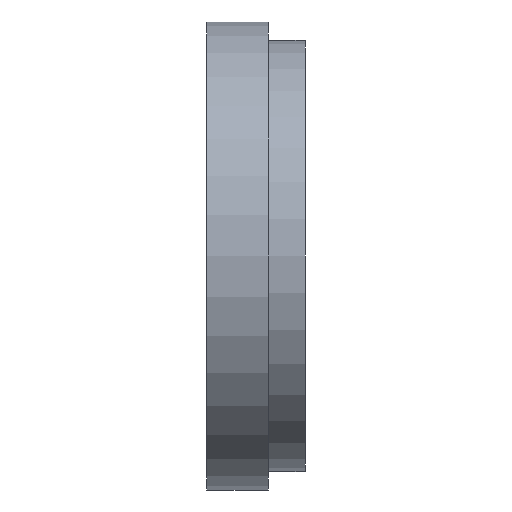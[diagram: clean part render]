
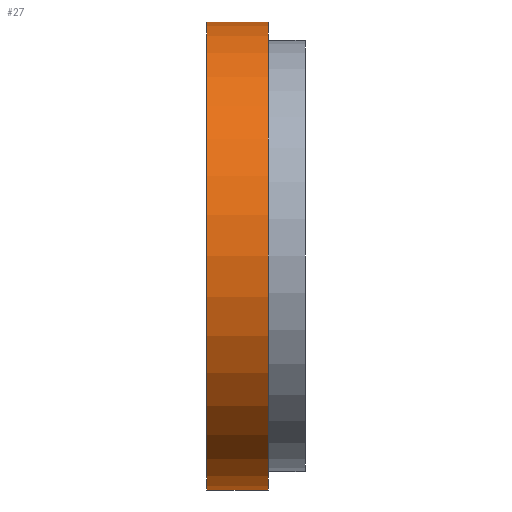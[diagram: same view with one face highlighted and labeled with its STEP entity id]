
A CAD part, left-side view. The second image highlights one B-rep face of the part: STEP entity #27.
In plain terms, the highlighted cylindrical face has radius 19 mm (diameter 38 mm), a partial arc.
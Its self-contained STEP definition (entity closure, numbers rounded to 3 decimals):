
#10 = ORIENTED_EDGE ( 'NONE', *, *, #81, .F. ) ;
#16 = VERTEX_POINT ( 'NONE', #317 ) ;
#17 = CARTESIAN_POINT ( 'NONE',  ( 0., 3., -19. ) ) ;
#27 = ADVANCED_FACE ( 'NONE', ( #87 ), #293, .T. ) ;
#35 = CARTESIAN_POINT ( 'NONE',  ( 0., 8., 0. ) ) ;
#43 = EDGE_CURVE ( 'NONE', #85, #16, #290, .T. ) ;
#44 = AXIS2_PLACEMENT_3D ( 'NONE', #221, #195, #115 ) ;
#46 = CARTESIAN_POINT ( 'NONE',  ( 0., 8., -19. ) ) ;
#68 = EDGE_CURVE ( 'NONE', #184, #16, #185, .T. ) ;
#77 = ORIENTED_EDGE ( 'NONE', *, *, #250, .T. ) ;
#79 = AXIS2_PLACEMENT_3D ( 'NONE', #241, #309, #187 ) ;
#81 = EDGE_CURVE ( 'NONE', #138, #184, #324, .T. ) ;
#85 = VERTEX_POINT ( 'NONE', #17 ) ;
#87 = FACE_OUTER_BOUND ( 'NONE', #267, .T. ) ;
#115 = DIRECTION ( 'NONE',  ( 0., 0., -1. ) ) ;
#120 = LINE ( 'NONE', #46, #135 ) ;
#125 = AXIS2_PLACEMENT_3D ( 'NONE', #35, #140, #247 ) ;
#135 = VECTOR ( 'NONE', #273, 1000. ) ;
#136 = ORIENTED_EDGE ( 'NONE', *, *, #68, .F. ) ;
#138 = VERTEX_POINT ( 'NONE', #319 ) ;
#139 = CARTESIAN_POINT ( 'NONE',  ( 0., 8., 19. ) ) ;
#140 = DIRECTION ( 'NONE',  ( 0., 1., 0. ) ) ;
#176 = CARTESIAN_POINT ( 'NONE',  ( 0., 8., 19. ) ) ;
#184 = VERTEX_POINT ( 'NONE', #176 ) ;
#185 = LINE ( 'NONE', #139, #277 ) ;
#187 = DIRECTION ( 'NONE',  ( 0., 0., 1. ) ) ;
#195 = DIRECTION ( 'NONE',  ( 0., -1., 0. ) ) ;
#221 = CARTESIAN_POINT ( 'NONE',  ( 0., 8., 0. ) ) ;
#241 = CARTESIAN_POINT ( 'NONE',  ( 0., 3., 0. ) ) ;
#247 = DIRECTION ( 'NONE',  ( 0., 0., 1. ) ) ;
#250 = EDGE_CURVE ( 'NONE', #138, #85, #120, .T. ) ;
#264 = DIRECTION ( 'NONE',  ( 0., -1., 0. ) ) ;
#267 = EDGE_LOOP ( 'NONE', ( #136, #10, #77, #306 ) ) ;
#273 = DIRECTION ( 'NONE',  ( 0., -1., 0. ) ) ;
#277 = VECTOR ( 'NONE', #264, 1000. ) ;
#290 = CIRCLE ( 'NONE', #79, 19. ) ;
#293 = CYLINDRICAL_SURFACE ( 'NONE', #44, 19. ) ;
#306 = ORIENTED_EDGE ( 'NONE', *, *, #43, .T. ) ;
#309 = DIRECTION ( 'NONE',  ( 0., 1., 0. ) ) ;
#317 = CARTESIAN_POINT ( 'NONE',  ( 0., 3., 19. ) ) ;
#319 = CARTESIAN_POINT ( 'NONE',  ( 0., 8., -19. ) ) ;
#324 = CIRCLE ( 'NONE', #125, 19. ) ;
